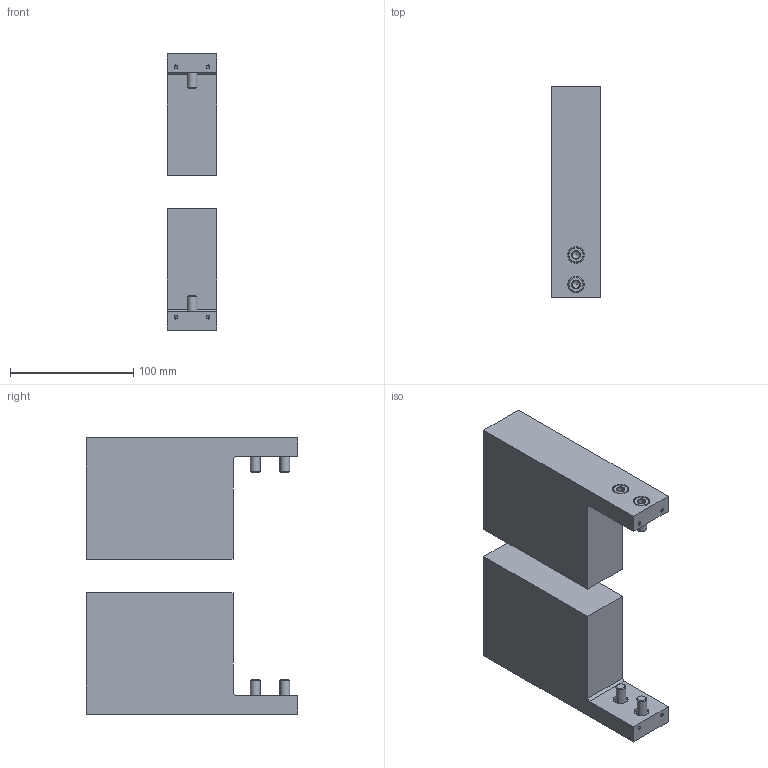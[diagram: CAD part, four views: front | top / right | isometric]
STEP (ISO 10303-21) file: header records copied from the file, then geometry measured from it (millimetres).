
FILE_DESCRIPTION(/* description */ ('STEP AP214'),/* implementation_level */ '2;1');
FILE_NAME(/* name */ '1180953_BUB-HGPD-63',/* time_stamp */ '2024-08-05T15:28:47+02:00',/* author */ ('License CC BY-ND 4.0'),/* organization */ ('CADENAS'),/* preprocessor_version */ 'ST-DEVELOPER v19.3',/* originating_system */ 'PARTsolutions',/* authorisation */ ' ');
FILE_SCHEMA (('AUTOMOTIVE_DESIGN {1 0 10303 214 3 1 1}'));
Length unit declared in the file: millimetre
Products named in the file (3): 1180953 BUB-HGPD-63; 1180953 BUB-HGPD-63---(P); DIN-912 - M8x20(F)
Assembly tree (6 placements, depth 2):
  1180953 BUB-HGPD-63
    1180953 BUB-HGPD-63---(P)  x2
    DIN-912 - M8x20(F)  x4
Bounding box: 40 x 171.5 x 224 mm (x, y, z)
Volume: 1001598.2 mm3; surface area: 99649.7 mm2
Topology: 6 solids, 6 shells, 162 faces, 318 edges, 180 vertices
Faces by surface type: plane 86, cone 52, cylinder 24
Full cylindrical faces by diameter (mm): 2.459 x4, 8 x4, 8.4 x4, 12 x4, 13 x4, 13.5 x4
Entity records: 1363 total; most frequent: DIRECTION 235, CARTESIAN_POINT 232, ORIENTED_EDGE 166, AXIS2_PLACEMENT_3D 98, FACE_BOUND 84, EDGE_CURVE 83, EDGE_LOOP 81, VERTEX_POINT 61
